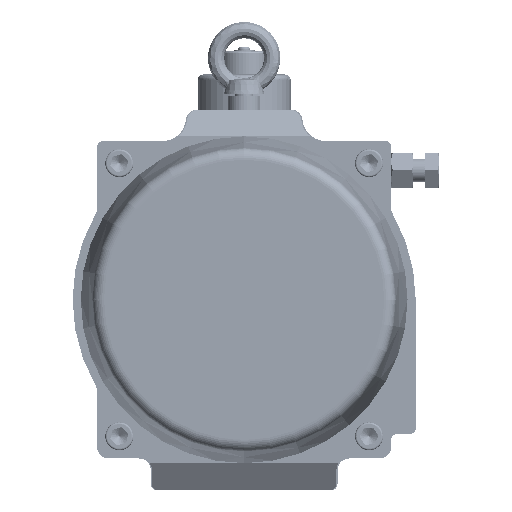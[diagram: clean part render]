
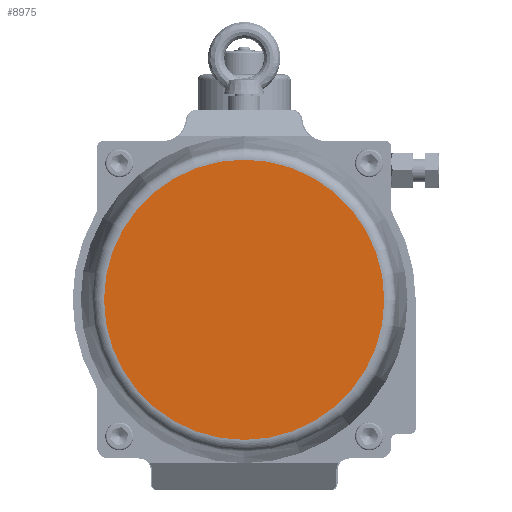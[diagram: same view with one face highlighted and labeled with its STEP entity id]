
A CAD part, front view. The second image highlights one B-rep face of the part: STEP entity #8975.
In plain terms, the highlighted planar face has unit normal (0, -1, 0).
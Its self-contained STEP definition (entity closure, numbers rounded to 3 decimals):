
#7047=FACE_OUTER_BOUND('',#12175,.T.);
#8975=ADVANCED_FACE('',(#7047),#9631,.T.);
#9631=PLANE('',#28742);
#12175=EDGE_LOOP('',(#18906));
#18906=ORIENTED_EDGE('',*,*,#25025,.T.);
#21591=VERTEX_POINT('',#63065);
#25025=EDGE_CURVE('',#21591,#21591,#26291,.T.);
#26291=CIRCLE('',#28741,120.08);
#28741=AXIS2_PLACEMENT_3D('',#63064,#35463,#35464);
#28742=AXIS2_PLACEMENT_3D('',#63066,#35465,#35466);
#35463=DIRECTION('',(0.,-1.,0.));
#35464=DIRECTION('',(0.,0.,-1.));
#35465=DIRECTION('',(0.,-1.,0.));
#35466=DIRECTION('',(0.,0.,-1.));
#63064=CARTESIAN_POINT('',(0.,-121.,0.));
#63065=CARTESIAN_POINT('',(0.,-121.,-120.08));
#63066=CARTESIAN_POINT('',(0.,-121.,129.));
